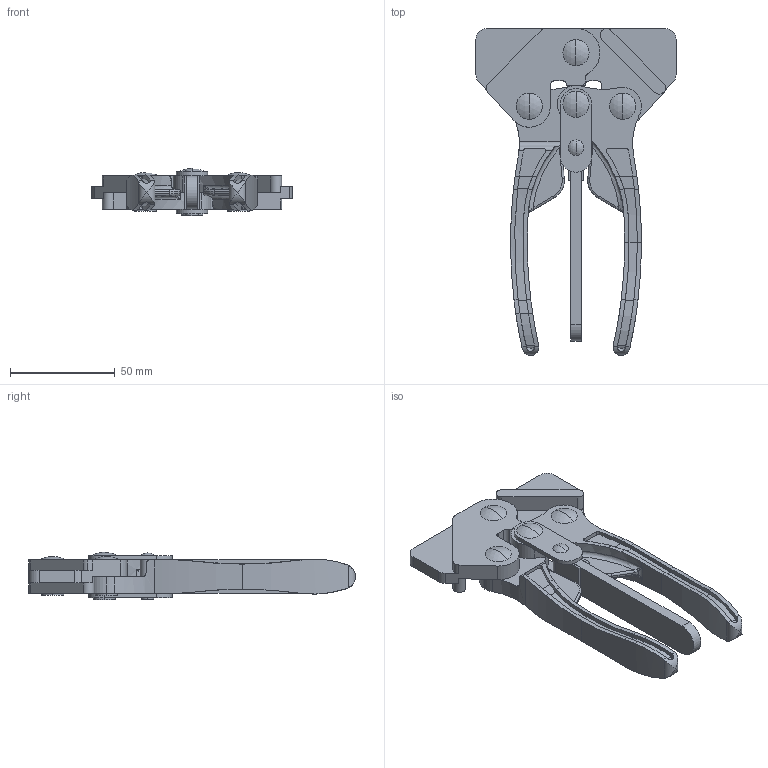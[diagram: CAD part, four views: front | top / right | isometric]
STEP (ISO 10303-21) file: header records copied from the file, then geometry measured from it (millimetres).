
FILE_DESCRIPTION (( 'STEP AP214' ), '1' );
FILE_NAME ('GH-50480(Â²¤Æ).STEP', '2020-07-13T02:42:22', ( 'LinWei' ), ( '' ), 'SwSTEP 2.0', 'SolidWorks 2016', '' );
FILE_SCHEMA (( 'AUTOMOTIVE_DESIGN' ));
Length unit declared in the file: millimetre
Products named in the file (6): 25048002-2^GH-50480(簡化); 25048001-2^GH-50480(簡化); Group3^GH-50480(簡化); Group2^GH-50480(簡化); Group1^GH-50480(簡化); GH-50480(簡化)
Assembly tree (5 placements, depth 2):
  GH-50480(簡化)
    Group1^GH-50480(簡化)
    Group2^GH-50480(簡化)
    Group3^GH-50480(簡化)
    25048001-2^GH-50480(簡化)
    25048002-2^GH-50480(簡化)
Bounding box: 95.6 x 156.1 x 22.6 mm (x, y, z)
Volume: 80370.3 mm3; surface area: 40494.4 mm2
Topology: 11 solids, 11 shells, 382 faces, 928 edges, 577 vertices
Faces by surface type: cylinder 201, plane 99, bspline 60, torus 12, sphere 10
Entity records: 14615 total; most frequent: CARTESIAN_POINT 5517, ORIENTED_EDGE 1844, DIRECTION 1682, EDGE_CURVE 922, AXIS2_PLACEMENT_3D 640, VERTEX_POINT 577, EDGE_LOOP 411, VECTOR 402
